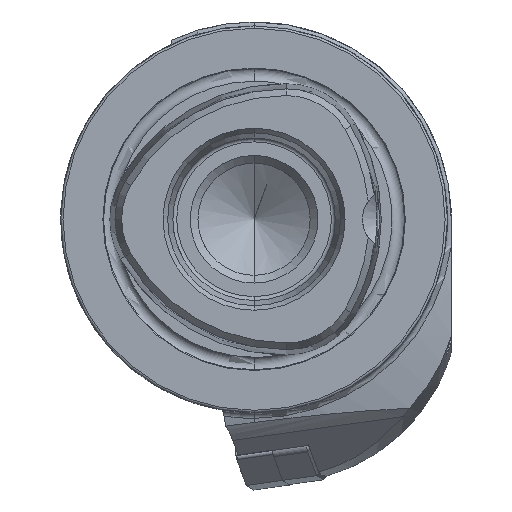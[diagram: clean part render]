
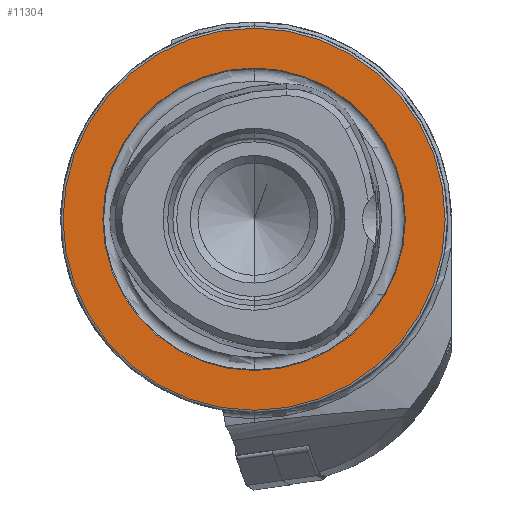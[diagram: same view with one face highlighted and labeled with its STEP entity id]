
A CAD part, left-side view. The second image highlights one B-rep face of the part: STEP entity #11304.
In plain terms, the highlighted planar face has unit normal (-1, 0, 0).
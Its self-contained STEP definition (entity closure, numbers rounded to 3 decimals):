
#177 = EDGE_LOOP ( 'NONE', ( #10759, #10760 ) ) ;
#178 = EDGE_LOOP ( 'NONE', ( #10757, #10758 ) ) ;
#4243 = CIRCLE ( 'NONE', #10332, 19.55 ) ;
#4250 = CIRCLE ( 'NONE', #10338, 24.7 ) ;
#4645 = FACE_BOUND ( 'NONE', #178, .T. ) ;
#4648 = FACE_OUTER_BOUND ( 'NONE', #177, .T. ) ;
#5284 = VERTEX_POINT ( 'NONE', #11844 ) ;
#5286 = VERTEX_POINT ( 'NONE', #11846 ) ;
#5288 = VERTEX_POINT ( 'NONE', #11848 ) ;
#5289 = VERTEX_POINT ( 'NONE', #11849 ) ;
#6775 = CIRCLE ( 'NONE', #12172, 19.55 ) ;
#6776 = CIRCLE ( 'NONE', #12171, 24.7 ) ;
#6880 = EDGE_CURVE ( 'NONE', #5289, #5288, #6776, .T. ) ;
#6881 = EDGE_CURVE ( 'NONE', #5286, #5284, #6775, .T. ) ;
#8874 = CARTESIAN_POINT ( 'NONE',  ( 0., 19.55, 0. ) ) ;
#8877 = PLANE ( 'NONE',  #10596 ) ;
#8879 = DIRECTION ( 'NONE',  ( 1., 0., 0. ) ) ;
#8880 = DIRECTION ( 'NONE',  ( 0., 0., -1. ) ) ;
#9226 = EDGE_CURVE ( 'NONE', #5284, #5286, #4243, .T. ) ;
#9231 = EDGE_CURVE ( 'NONE', #5288, #5289, #4250, .T. ) ;
#9571 = CARTESIAN_POINT ( 'NONE',  ( 0., 0., 0. ) ) ;
#9572 = DIRECTION ( 'NONE',  ( -1., 0., 0. ) ) ;
#9573 = DIRECTION ( 'NONE',  ( 0., 0., 1. ) ) ;
#9581 = CARTESIAN_POINT ( 'NONE',  ( 0., 0., 0. ) ) ;
#9582 = DIRECTION ( 'NONE',  ( -1., 0., 0. ) ) ;
#9583 = DIRECTION ( 'NONE',  ( 0., 0., 1. ) ) ;
#10332 = AXIS2_PLACEMENT_3D ( 'NONE', #9571, #9572, #9573 ) ;
#10338 = AXIS2_PLACEMENT_3D ( 'NONE', #9581, #9582, #9583 ) ;
#10596 = AXIS2_PLACEMENT_3D ( 'NONE', #8874, #8879, #8880 ) ;
#10757 = ORIENTED_EDGE ( 'NONE', *, *, #6881, .F. ) ;
#10758 = ORIENTED_EDGE ( 'NONE', *, *, #9226, .F. ) ;
#10759 = ORIENTED_EDGE ( 'NONE', *, *, #9231, .T. ) ;
#10760 = ORIENTED_EDGE ( 'NONE', *, *, #6880, .T. ) ;
#11001 = CARTESIAN_POINT ( 'NONE',  ( 0., 0., 0. ) ) ;
#11002 = DIRECTION ( 'NONE',  ( -1., 0., 0. ) ) ;
#11004 = DIRECTION ( 'NONE',  ( 0., 0., 1. ) ) ;
#11009 = CARTESIAN_POINT ( 'NONE',  ( 0., 0., 0. ) ) ;
#11011 = DIRECTION ( 'NONE',  ( -1., 0., 0. ) ) ;
#11013 = DIRECTION ( 'NONE',  ( 0., 0., 1. ) ) ;
#11304 = ADVANCED_FACE ( 'NONE', ( #4645, #4648 ), #8877, .F. ) ;
#11844 = CARTESIAN_POINT ( 'NONE',  ( 0., 0., -19.55 ) ) ;
#11846 = CARTESIAN_POINT ( 'NONE',  ( 0., 0., 19.55 ) ) ;
#11848 = CARTESIAN_POINT ( 'NONE',  ( 0., 0., 24.7 ) ) ;
#11849 = CARTESIAN_POINT ( 'NONE',  ( 0., 0., -24.7 ) ) ;
#12171 = AXIS2_PLACEMENT_3D ( 'NONE', #11001, #11002, #11004 ) ;
#12172 = AXIS2_PLACEMENT_3D ( 'NONE', #11009, #11011, #11013 ) ;
